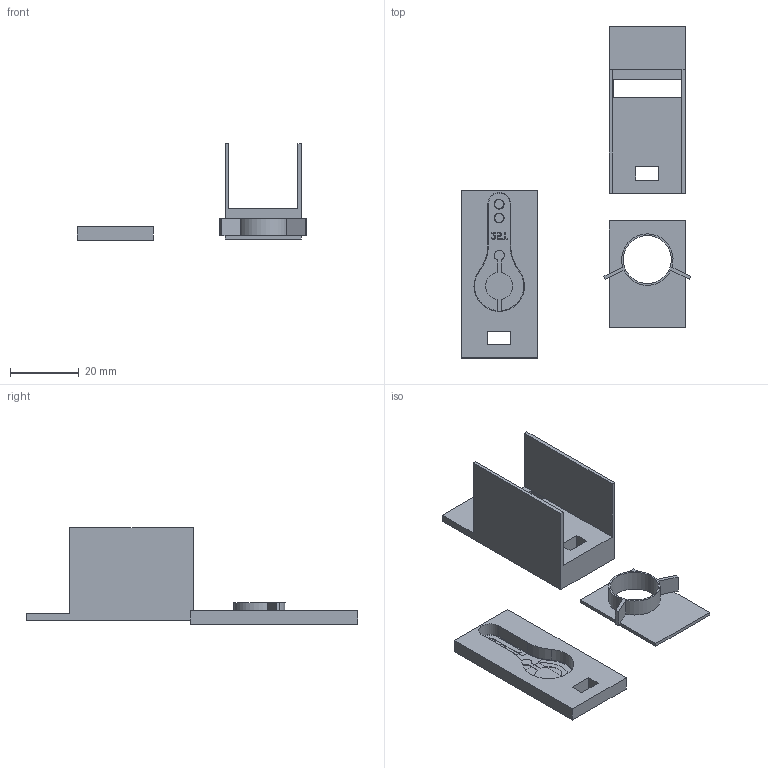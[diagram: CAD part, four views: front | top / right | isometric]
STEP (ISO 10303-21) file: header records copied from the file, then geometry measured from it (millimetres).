
FILE_DESCRIPTION(/* description */ ('','CAx-IF Rec.Pracs.---Representation and Presentation of Product Manufacturing Information (PMI)---4.0---2014-10-13'),/* implementation_level */ '2;1');
FILE_NAME(/* name */ 'Printable Upper Shoulder v1.step',/* time_stamp */ '2025-01-14T20:20:06+11:00',/* author */ (''),/* organization */ (''),/* preprocessor_version */ 'ST-DEVELOPER v20',/* originating_system */ 'Autodesk Translation Framework v13.20.0.188',/* authorisation */ '');
FILE_SCHEMA (('AP242_MANAGED_MODEL_BASED_3D_ENGINEERING_MIM_LF { 1 0 10303 442 1 1 4 }'));
Length unit declared in the file: millimetre
Products named in the file (4): Printable Upper Shoulder; Upper Shoulder 1; Upper Shoulder 2; Upper Shoulder 3
Assembly tree (3 placements, depth 2):
  Printable Upper Shoulder
    Upper Shoulder 1
    Upper Shoulder 2
    Upper Shoulder 3
Bounding box: 66.99 x 96.85 x 28.19 mm (x, y, z)
Volume: 11227.7 mm3; surface area: 11245.2 mm2
Topology: 3 solids, 3 shells, 136 faces, 386 edges, 267 vertices
Faces by surface type: plane 80, cylinder 29, torus 15, bspline 12
Full cylindrical faces by diameter (mm): 14 x1
Entity records: 12706 total; most frequent: CARTESIAN_POINT 9190, ORIENTED_EDGE 772, DIRECTION 648, EDGE_CURVE 386, VERTEX_POINT 267, AXIS2_PLACEMENT_3D 221, LINE 206, VECTOR 206
